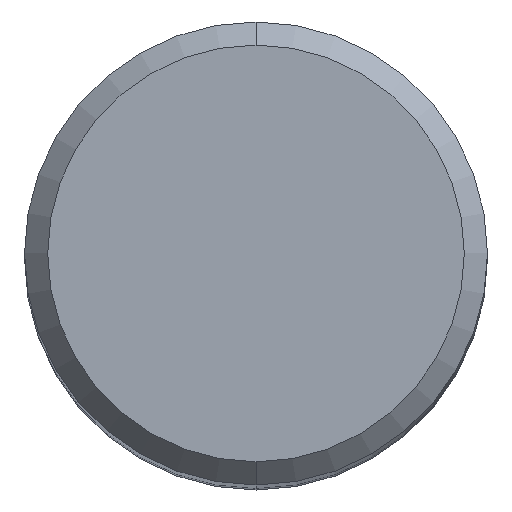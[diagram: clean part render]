
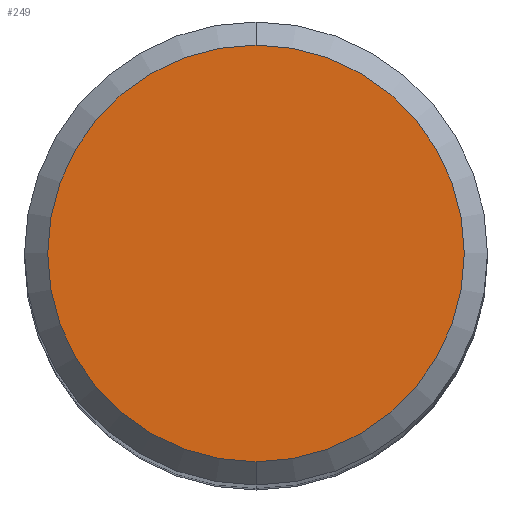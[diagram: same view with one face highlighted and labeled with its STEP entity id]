
A CAD part, top view. The second image highlights one B-rep face of the part: STEP entity #249.
In plain terms, the highlighted planar face has unit normal (0, 0, 1).
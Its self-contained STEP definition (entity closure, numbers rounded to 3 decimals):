
#233=EDGE_CURVE('',#467,#247,#557,.T.);
#247=VERTEX_POINT('',#573);
#249=ADVANCED_FACE('',(#575),#576,.T.);
#427=EDGE_CURVE('',#247,#467,#770,.T.);
#467=VERTEX_POINT('',#815);
#557=CIRCLE('',#911,9.0);
#573=CARTESIAN_POINT('',(0.0,9.0,0.0));
#575=FACE_OUTER_BOUND('',#947,.T.);
#576=PLANE('',#948);
#770=CIRCLE('',#1371,9.0);
#815=CARTESIAN_POINT('',(0.,-9.0,0.0));
#911=AXIS2_PLACEMENT_3D('',#1581,#1582,#1583);
#947=EDGE_LOOP('',(#1602,#1603));
#948=AXIS2_PLACEMENT_3D('',#1604,#1605,#1606);
#1371=AXIS2_PLACEMENT_3D('',#1823,#1824,#1825);
#1581=CARTESIAN_POINT('',(0.0,0.0,0.0));
#1582=DIRECTION('',(0.0,0.0,-1.0));
#1583=DIRECTION('',(0.0,1.0,0.0));
#1602=ORIENTED_EDGE('',*,*,#427,.F.);
#1603=ORIENTED_EDGE('',*,*,#233,.F.);
#1604=CARTESIAN_POINT('',(0.0,4.5,0.0));
#1605=DIRECTION('',(-0.0,0.0,1.0));
#1606=DIRECTION('',(0.0,-1.0,0.0));
#1823=CARTESIAN_POINT('',(0.0,0.0,0.0));
#1824=DIRECTION('',(0.0,0.0,-1.0));
#1825=DIRECTION('',(0.0,1.0,0.0));
